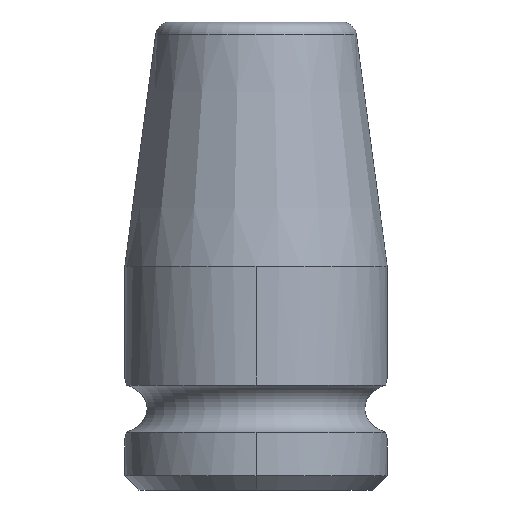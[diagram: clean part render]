
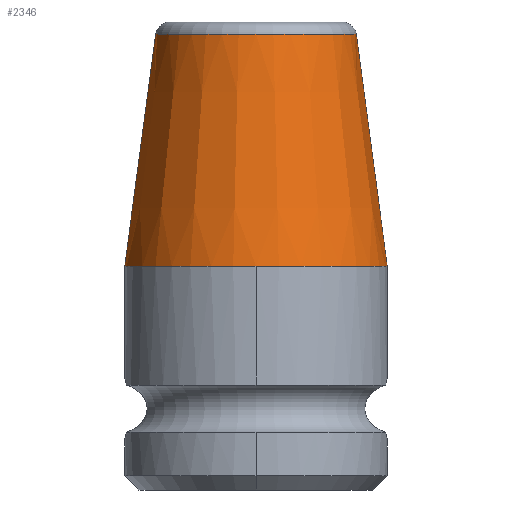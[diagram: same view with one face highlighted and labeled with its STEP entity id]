
A CAD part, left-side view. The second image highlights one B-rep face of the part: STEP entity #2346.
In plain terms, the highlighted conical face has half-angle 7.595 degrees and reference radius 5.691 mm.
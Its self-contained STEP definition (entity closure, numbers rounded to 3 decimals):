
#173=CARTESIAN_POINT('',(0.,0.,11.));
#174=DIRECTION('',(0.,0.,1.));
#175=DIRECTION('',(0.,1.,0.));
#176=AXIS2_PLACEMENT_3D('',#173,#174,#175);
#319=CARTESIAN_POINT('',(0.,0.,11.));
#320=DIRECTION('',(0.,0.,1.));
#321=DIRECTION('',(-1.,0.,0.));
#322=AXIS2_PLACEMENT_3D('',#319,#320,#321);
#1046=DIRECTION('',(0.,0.132,-0.991));
#1047=VECTOR('',#1046,11.493);
#1048=CARTESIAN_POINT('',(0.,4.931,
22.393));
#1049=LINE('',#1048,#1047);
#1050=DIRECTION('',(0.,-0.132,-0.991));
#1051=VECTOR('',#1050,11.493);
#1052=CARTESIAN_POINT('',(0.,-4.931,
22.393));
#1053=LINE('',#1052,#1051);
#1054=CARTESIAN_POINT('',(0.,0.,22.393));
#1055=DIRECTION('',(0.,0.,1.));
#1056=DIRECTION('',(0.,1.,0.));
#1057=AXIS2_PLACEMENT_3D('',#1054,#1055,#1056);
#1368=CARTESIAN_POINT('',(0.,6.45,11.));
#1369=CARTESIAN_POINT('',(-6.45,0.,11.));
#1370=VERTEX_POINT('',#1368);
#1371=VERTEX_POINT('',#1369);
#1372=CARTESIAN_POINT('',(0.,-6.45,11.));
#1373=VERTEX_POINT('',#1372);
#1380=CARTESIAN_POINT('',(0.,4.931,22.393));
#1381=CARTESIAN_POINT('',(0.,-4.931,22.393));
#1382=VERTEX_POINT('',#1380);
#1383=VERTEX_POINT('',#1381);
#2334=CARTESIAN_POINT('',(0.,0.,16.696));
#2335=DIRECTION('',(0.,0.,-1.));
#2336=DIRECTION('',(0.,-1.,0.));
#2337=AXIS2_PLACEMENT_3D('',#2334,#2335,#2336);
#2338=CONICAL_SURFACE('',#2337,5.69,7.595);
#2339=ORIENTED_EDGE('',*,*,#2299,.T.);
#2340=ORIENTED_EDGE('',*,*,#2329,.T.);
#2341=ORIENTED_EDGE('',*,*,#1649,.F.);
#2342=ORIENTED_EDGE('',*,*,#1582,.F.);
#2343=ORIENTED_EDGE('',*,*,#2325,.F.);
#2344=EDGE_LOOP('',(#2339,#2340,#2341,#2342,#2343));
#2345=FACE_OUTER_BOUND('',#2344,.F.);
#2346=ADVANCED_FACE('',(#2345),#2338,.T.);
#177=CIRCLE('',#176,6.45);
#323=CIRCLE('',#322,6.45);
#1058=CIRCLE('',#1057,4.931);
#1582=EDGE_CURVE('',#1370,#1371,#177,.T.);
#1649=EDGE_CURVE('',#1371,#1373,#323,.T.);
#2299=EDGE_CURVE('',#1382,#1383,#1058,.T.);
#2325=EDGE_CURVE('',#1382,#1370,#1049,.T.);
#2329=EDGE_CURVE('',#1383,#1373,#1053,.T.);
